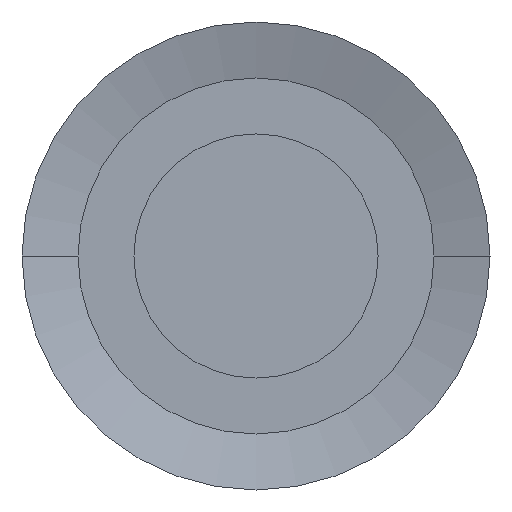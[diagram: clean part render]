
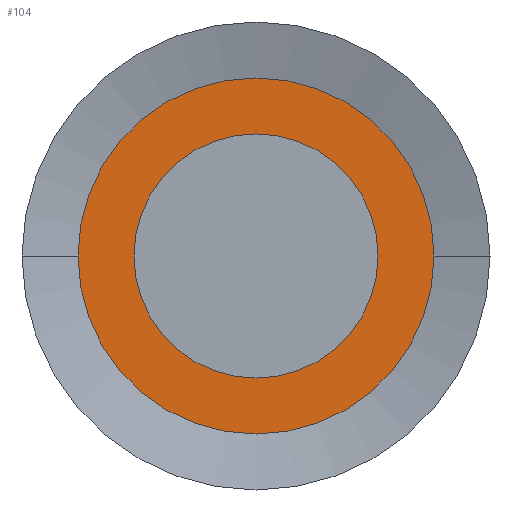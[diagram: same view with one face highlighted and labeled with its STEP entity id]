
A CAD part, left-side view. The second image highlights one B-rep face of the part: STEP entity #104.
In plain terms, the highlighted face is planar.
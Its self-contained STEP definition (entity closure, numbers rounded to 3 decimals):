
#59=CARTESIAN_POINT('',(8.75,1.,0.));
#60=DIRECTION('',(0.,1.,0.));
#61=DIRECTION('',(0.,0.,1.));
#62=AXIS2_PLACEMENT_3D('',#59,#60,#61);
#63=PLANE('',#62);
#64=CARTESIAN_POINT('',(-0.,1.,-6.));
#65=VERTEX_POINT('',#64);
#66=CARTESIAN_POINT('',(0.,1.,6.));
#67=VERTEX_POINT('',#66);
#68=CARTESIAN_POINT('',(0.,1.,0.));
#69=DIRECTION('',(0.,-1.,0.));
#70=DIRECTION('',(0.,0.,-1.));
#71=AXIS2_PLACEMENT_3D('',#68,#69,#70);
#72=CIRCLE('',#71,6.);
#73=EDGE_CURVE('',#65,#67,#72,.T.);
#74=ORIENTED_EDGE('',*,*,#73,.T.);
#75=CARTESIAN_POINT('',(0.,1.,0.));
#76=DIRECTION('',(0.,-1.,0.));
#77=DIRECTION('',(0.,0.,-1.));
#78=AXIS2_PLACEMENT_3D('',#75,#76,#77);
#79=CIRCLE('',#78,6.);
#80=EDGE_CURVE('',#67,#65,#79,.T.);
#81=ORIENTED_EDGE('',*,*,#80,.T.);
#82=EDGE_LOOP('',(#74,#81));
#83=FACE_BOUND('',#82,.T.);
#84=CARTESIAN_POINT('',(0.,1.,8.75));
#85=VERTEX_POINT('',#84);
#86=CARTESIAN_POINT('',(0.,1.,-8.75));
#87=VERTEX_POINT('',#86);
#88=CARTESIAN_POINT('',(0.,1.,0.));
#89=DIRECTION('',(0.,-1.,0.));
#90=DIRECTION('',(0.,0.,-1.));
#91=AXIS2_PLACEMENT_3D('',#88,#89,#90);
#92=CIRCLE('',#91,8.75);
#93=EDGE_CURVE('',#85,#87,#92,.T.);
#94=ORIENTED_EDGE('',*,*,#93,.F.);
#95=CARTESIAN_POINT('',(0.,1.,0.));
#96=DIRECTION('',(0.,-1.,0.));
#97=DIRECTION('',(0.,0.,-1.));
#98=AXIS2_PLACEMENT_3D('',#95,#96,#97);
#99=CIRCLE('',#98,8.75);
#100=EDGE_CURVE('',#87,#85,#99,.T.);
#101=ORIENTED_EDGE('',*,*,#100,.F.);
#102=EDGE_LOOP('',(#94,#101));
#103=FACE_BOUND('',#102,.T.);
#104=ADVANCED_FACE('',(#83,#103),#63,.T.);
